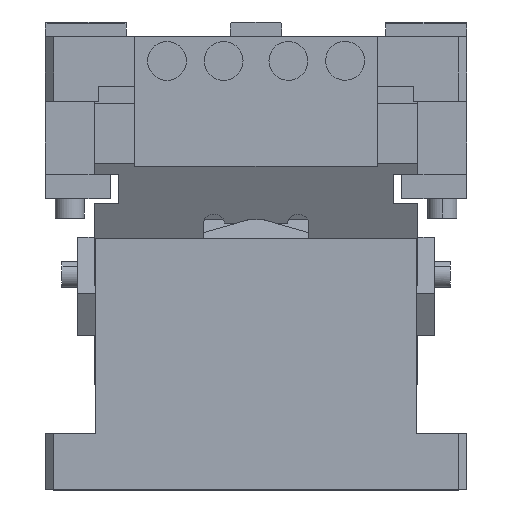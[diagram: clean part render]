
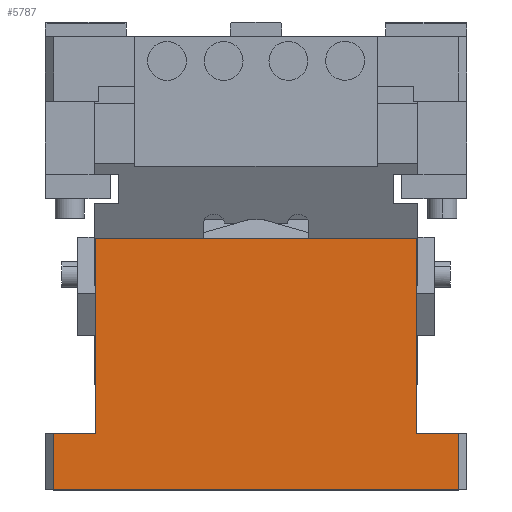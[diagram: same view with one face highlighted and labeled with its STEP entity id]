
A CAD part, left-side view. The second image highlights one B-rep face of the part: STEP entity #5787.
In plain terms, the highlighted planar face has unit normal (-1, 0, 0).
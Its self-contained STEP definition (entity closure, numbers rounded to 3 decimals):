
#5330=CARTESIAN_POINT('Vertex',(0.,99.,-125.)) ;
#5333=CARTESIAN_POINT('Line Origine',(0.,0.,-125.)) ;
#5337=CARTESIAN_POINT('Vertex',(0.,-99.,-125.)) ;
#5645=CARTESIAN_POINT('Vertex',(0.,99.,-245.)) ;
#5650=CARTESIAN_POINT('Line Origine',(0.,99.,-185.)) ;
#5732=CARTESIAN_POINT('Axis2P3D Location',(0.,130.,-280.)) ;
#5737=CARTESIAN_POINT('Line Origine',(0.,112.,-245.)) ;
#5741=CARTESIAN_POINT('Vertex',(0.,125.,-245.)) ;
#5744=CARTESIAN_POINT('Line Origine',(0.,125.,-262.5)) ;
#5748=CARTESIAN_POINT('Vertex',(0.,125.,-280.)) ;
#5751=CARTESIAN_POINT('Line Origine',(0.,0.,-280.)) ;
#5755=CARTESIAN_POINT('Vertex',(0.,-125.,-280.)) ;
#5758=CARTESIAN_POINT('Line Origine',(0.,-125.,-262.5)) ;
#5762=CARTESIAN_POINT('Vertex',(0.,-125.,-245.)) ;
#5765=CARTESIAN_POINT('Line Origine',(0.,-112.,-245.)) ;
#5769=CARTESIAN_POINT('Vertex',(0.,-99.,-245.)) ;
#5772=CARTESIAN_POINT('Line Origine',(0.,-99.,-185.)) ;
#5334=DIRECTION('Vector Direction',(0.,-1.,0.)) ;
#5651=DIRECTION('Vector Direction',(0.,0.,-1.)) ;
#5733=DIRECTION('Axis2P3D Direction',(1.,0.,0.)) ;
#5734=DIRECTION('Axis2P3D XDirection',(0.,0.,-1.)) ;
#5738=DIRECTION('Vector Direction',(0.,-1.,0.)) ;
#5745=DIRECTION('Vector Direction',(0.,0.,-1.)) ;
#5752=DIRECTION('Vector Direction',(0.,-1.,0.)) ;
#5759=DIRECTION('Vector Direction',(0.,0.,1.)) ;
#5766=DIRECTION('Vector Direction',(0.,-1.,0.)) ;
#5773=DIRECTION('Vector Direction',(0.,0.,-1.)) ;
#5735=AXIS2_PLACEMENT_3D('Plane Axis2P3D',#5732,#5733,#5734) ;
#5778=ORIENTED_EDGE('',*,*,#5339,.F.) ;
#5779=ORIENTED_EDGE('',*,*,#5654,.T.) ;
#5780=ORIENTED_EDGE('',*,*,#5743,.F.) ;
#5781=ORIENTED_EDGE('',*,*,#5750,.T.) ;
#5782=ORIENTED_EDGE('',*,*,#5757,.T.) ;
#5783=ORIENTED_EDGE('',*,*,#5764,.T.) ;
#5784=ORIENTED_EDGE('',*,*,#5771,.F.) ;
#5785=ORIENTED_EDGE('',*,*,#5776,.F.) ;
#5335=VECTOR('Line Direction',#5334,1.) ;
#5652=VECTOR('Line Direction',#5651,1.) ;
#5739=VECTOR('Line Direction',#5738,1.) ;
#5746=VECTOR('Line Direction',#5745,1.) ;
#5753=VECTOR('Line Direction',#5752,1.) ;
#5760=VECTOR('Line Direction',#5759,1.) ;
#5767=VECTOR('Line Direction',#5766,1.) ;
#5774=VECTOR('Line Direction',#5773,1.) ;
#5787=ADVANCED_FACE('CAM DRIVER',(#5786),#5736,.F.) ;
#5339=EDGE_CURVE('',#5331,#5338,#5336,.T.) ;
#5654=EDGE_CURVE('',#5331,#5646,#5653,.T.) ;
#5743=EDGE_CURVE('',#5742,#5646,#5740,.T.) ;
#5750=EDGE_CURVE('',#5742,#5749,#5747,.T.) ;
#5757=EDGE_CURVE('',#5749,#5756,#5754,.T.) ;
#5764=EDGE_CURVE('',#5756,#5763,#5761,.T.) ;
#5771=EDGE_CURVE('',#5770,#5763,#5768,.T.) ;
#5776=EDGE_CURVE('',#5338,#5770,#5775,.T.) ;
#5777=EDGE_LOOP('',(#5778,#5779,#5780,#5781,#5782,#5783,#5784,#5785)) ;
#5786=FACE_OUTER_BOUND('',#5777,.T.) ;
#5336=LINE('Line',#5333,#5335) ;
#5653=LINE('Line',#5650,#5652) ;
#5740=LINE('Line',#5737,#5739) ;
#5747=LINE('Line',#5744,#5746) ;
#5754=LINE('Line',#5751,#5753) ;
#5761=LINE('Line',#5758,#5760) ;
#5768=LINE('Line',#5765,#5767) ;
#5775=LINE('Line',#5772,#5774) ;
#5736=PLANE('Plane',#5735) ;
#5331=VERTEX_POINT('',#5330) ;
#5338=VERTEX_POINT('',#5337) ;
#5646=VERTEX_POINT('',#5645) ;
#5742=VERTEX_POINT('',#5741) ;
#5749=VERTEX_POINT('',#5748) ;
#5756=VERTEX_POINT('',#5755) ;
#5763=VERTEX_POINT('',#5762) ;
#5770=VERTEX_POINT('',#5769) ;
